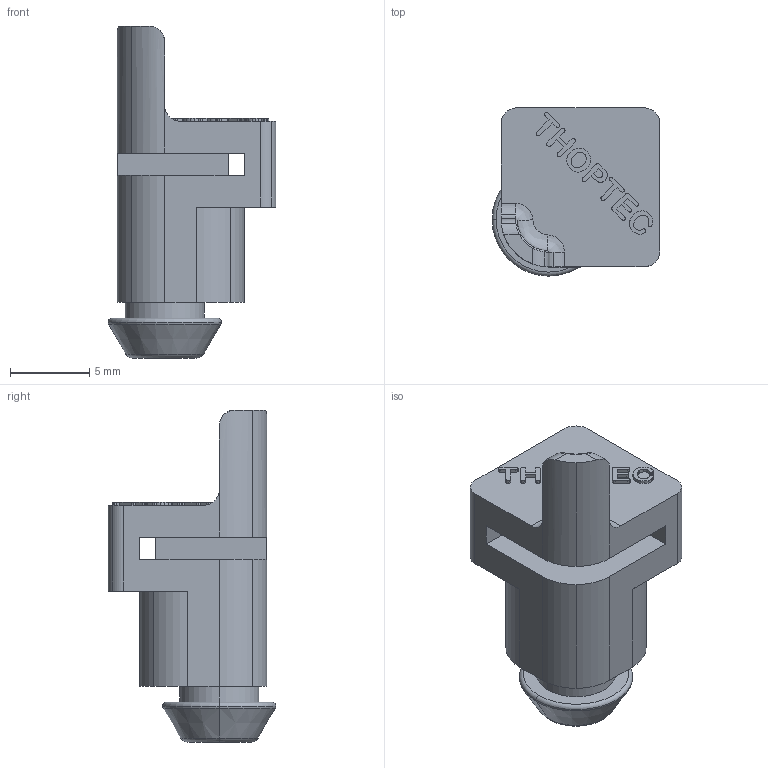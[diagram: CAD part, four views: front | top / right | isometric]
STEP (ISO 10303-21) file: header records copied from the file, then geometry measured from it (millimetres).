
FILE_DESCRIPTION((''),'2;1');
FILE_NAME('EES-16-80-10.stp','2007-04-19T11:34:31',(''),(''),'Mechanical Desktop.R8.0.24.0','Mechanical Desktop.R8.0.24.0',', , ');
FILE_SCHEMA(('CONFIG_CONTROL_DESIGN'));
Length unit declared in the file: millimetre
Products named in the file (2): EES-16-80-10A; EES-16-80-10
Assembly tree (1 placements, depth 2):
  EES-16-80-10A
    EES-16-80-10
Bounding box: 10.57 x 10.57 x 20.9 mm (x, y, z)
Volume: 867.3 mm3; surface area: 873.1 mm2
Topology: 1 solids, 1 shells, 252 faces, 702 edges, 462 vertices
Faces by surface type: bspline 142, plane 64, cylinder 35, torus 7, cone 4
Entity records: 9069 total; most frequent: CARTESIAN_POINT 3401, ORIENTED_EDGE 1404, DIRECTION 730, EDGE_CURVE 702, VERTEX_POINT 462, VECTOR 330, LINE 330, B_SPLINE_CURVE_WITH_KNOTS 284
